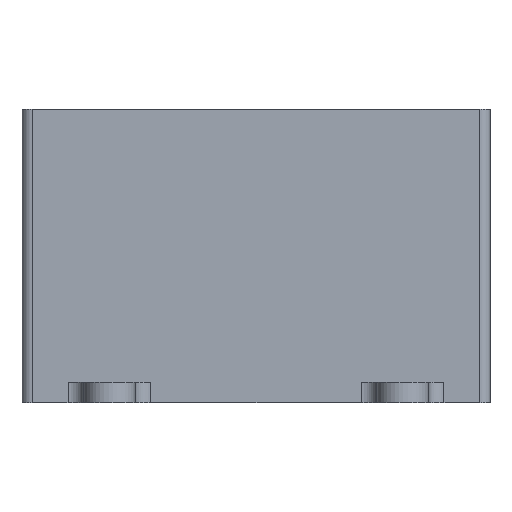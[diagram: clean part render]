
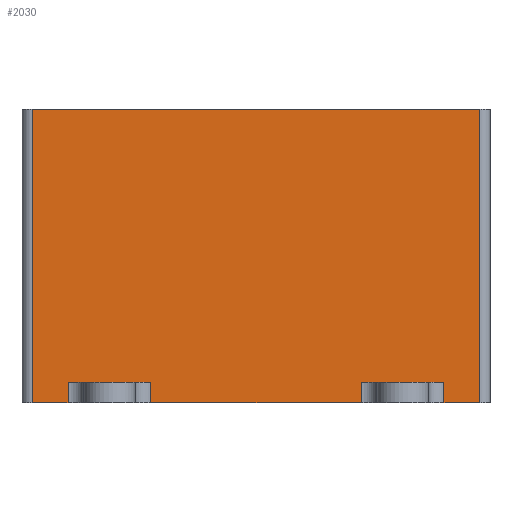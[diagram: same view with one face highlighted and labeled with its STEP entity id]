
A CAD part, left-side view. The second image highlights one B-rep face of the part: STEP entity #2030.
In plain terms, the highlighted planar face has unit normal (-1, 0, 0).
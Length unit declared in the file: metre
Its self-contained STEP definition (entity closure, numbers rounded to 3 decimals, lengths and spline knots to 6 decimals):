
#204=ORIENTED_EDGE('',*,*,#804,.T.);
#205=ORIENTED_EDGE('',*,*,#805,.T.);
#206=ORIENTED_EDGE('',*,*,#806,.T.);
#207=ORIENTED_EDGE('',*,*,#807,.T.);
#208=ORIENTED_EDGE('',*,*,#808,.F.);
#209=ORIENTED_EDGE('',*,*,#809,.T.);
#210=ORIENTED_EDGE('',*,*,#810,.T.);
#211=ORIENTED_EDGE('',*,*,#811,.T.);
#212=ORIENTED_EDGE('',*,*,#812,.T.);
#213=ORIENTED_EDGE('',*,*,#813,.T.);
#214=ORIENTED_EDGE('',*,*,#814,.T.);
#215=ORIENTED_EDGE('',*,*,#815,.T.);
#804=EDGE_CURVE('',#1104,#1105,#1304,.T.);
#805=EDGE_CURVE('',#1105,#1106,#1305,.T.);
#806=EDGE_CURVE('',#1106,#1107,#1306,.T.);
#807=EDGE_CURVE('',#1107,#1108,#1307,.F.);
#808=EDGE_CURVE('',#1109,#1108,#1308,.T.);
#809=EDGE_CURVE('',#1109,#1110,#1309,.T.);
#810=EDGE_CURVE('',#1110,#1111,#1310,.T.);
#811=EDGE_CURVE('',#1111,#1112,#1311,.F.);
#812=EDGE_CURVE('',#1112,#1113,#1312,.T.);
#813=EDGE_CURVE('',#1113,#1114,#1313,.T.);
#814=EDGE_CURVE('',#1114,#1115,#1314,.T.);
#815=EDGE_CURVE('',#1115,#1104,#1315,.F.);
#1104=VERTEX_POINT('',#3064);
#1105=VERTEX_POINT('',#3065);
#1106=VERTEX_POINT('',#3067);
#1107=VERTEX_POINT('',#3069);
#1108=VERTEX_POINT('',#3071);
#1109=VERTEX_POINT('',#3073);
#1110=VERTEX_POINT('',#3075);
#1111=VERTEX_POINT('',#3077);
#1112=VERTEX_POINT('',#3079);
#1113=VERTEX_POINT('',#3081);
#1114=VERTEX_POINT('',#3083);
#1115=VERTEX_POINT('',#3085);
#1304=LINE('',#3063,#1480);
#1305=LINE('',#3066,#1481);
#1306=LINE('',#3068,#1482);
#1307=LINE('',#3070,#1483);
#1308=LINE('',#3072,#1484);
#1309=LINE('',#3074,#1485);
#1310=LINE('',#3076,#1486);
#1311=LINE('',#3078,#1487);
#1312=LINE('',#3080,#1488);
#1313=LINE('',#3082,#1489);
#1314=LINE('',#3084,#1490);
#1315=LINE('',#3086,#1491);
#1480=VECTOR('',#2411,1.);
#1481=VECTOR('',#2412,1.);
#1482=VECTOR('',#2413,1.);
#1483=VECTOR('',#2414,1.);
#1484=VECTOR('',#2415,1.);
#1485=VECTOR('',#2416,1.);
#1486=VECTOR('',#2417,1.);
#1487=VECTOR('',#2418,1.);
#1488=VECTOR('',#2419,1.);
#1489=VECTOR('',#2420,1.);
#1490=VECTOR('',#2421,1.);
#1491=VECTOR('',#2422,1.);
#1656=EDGE_LOOP('',(#204,#205,#206,#207,#208,#209,#210,#211,#212,#213,#214,
#215));
#1814=FACE_BOUND('',#1656,.T.);
#1972=PLANE('',#2169);
#2030=ADVANCED_FACE('',(#1814),#1972,.F.);
#2169=AXIS2_PLACEMENT_3D('',#3062,#2409,#2410);
#2409=DIRECTION('',(1.,0.,0.));
#2410=DIRECTION('',(0.,0.,-1.));
#2411=DIRECTION('',(0.,-1.,0.));
#2412=DIRECTION('',(0.,0.,-1.));
#2413=DIRECTION('',(0.,-1.,0.));
#2414=DIRECTION('',(0.,0.,-1.));
#2415=DIRECTION('',(0.,-1.,0.));
#2416=DIRECTION('',(0.,0.,-1.));
#2417=DIRECTION('',(0.,-1.,0.));
#2418=DIRECTION('',(0.,0.,-1.));
#2419=DIRECTION('',(0.,-1.,0.));
#2420=DIRECTION('',(0.,0.,-1.));
#2421=DIRECTION('',(0.,-1.,0.));
#2422=DIRECTION('',(0.,0.,-1.));
#3062=CARTESIAN_POINT('',(-0.028,0.,0.002));
#3063=CARTESIAN_POINT('',(-0.028,0.,0.004));
#3064=CARTESIAN_POINT('',(-0.028,-0.020514,0.004));
#3065=CARTESIAN_POINT('',(-0.028,-0.036555,0.004));
#3066=CARTESIAN_POINT('',(-0.028,-0.036555,0.));
#3067=CARTESIAN_POINT('',(-0.028,-0.036555,0.));
#3068=CARTESIAN_POINT('',(-0.028,0.,0.));
#3069=CARTESIAN_POINT('',(-0.028,-0.0435,0.));
#3070=CARTESIAN_POINT('',(-0.028,-0.0435,0.002));
#3071=CARTESIAN_POINT('',(-0.028,-0.0435,0.057));
#3072=CARTESIAN_POINT('',(-0.028,0.,0.057));
#3073=CARTESIAN_POINT('',(-0.028,0.0435,0.057));
#3074=CARTESIAN_POINT('',(-0.028,0.0435,0.));
#3075=CARTESIAN_POINT('',(-0.028,0.0435,0.));
#3076=CARTESIAN_POINT('',(-0.028,0.,0.));
#3077=CARTESIAN_POINT('',(-0.028,0.036555,0.));
#3078=CARTESIAN_POINT('',(-0.028,0.036555,0.002));
#3079=CARTESIAN_POINT('',(-0.028,0.036555,0.004));
#3080=CARTESIAN_POINT('',(-0.028,0.,0.004));
#3081=CARTESIAN_POINT('',(-0.028,0.020514,0.004));
#3082=CARTESIAN_POINT('',(-0.028,0.020514,0.));
#3083=CARTESIAN_POINT('',(-0.028,0.020514,0.));
#3084=CARTESIAN_POINT('',(-0.028,0.,0.));
#3085=CARTESIAN_POINT('',(-0.028,-0.020514,0.));
#3086=CARTESIAN_POINT('',(-0.028,-0.020514,0.002));
